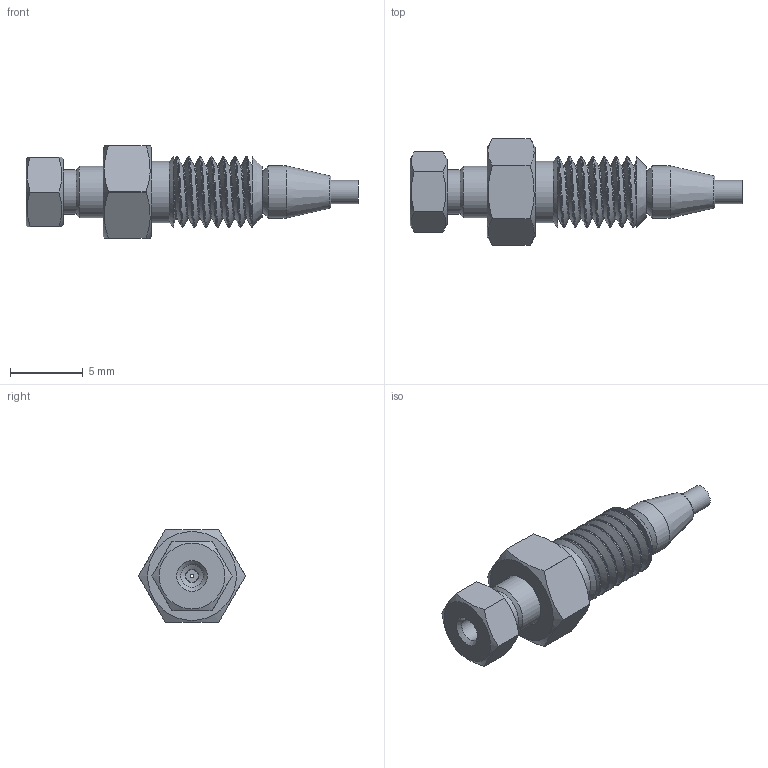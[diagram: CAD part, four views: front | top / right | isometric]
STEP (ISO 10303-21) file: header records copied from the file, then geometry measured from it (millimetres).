
FILE_DESCRIPTION((''),'2;1');
FILE_NAME('305002-IZR1.5 Internal reducer.stp','2013-08-22T14:03:43',('Franzp'),(''),'Autodesk Inventor 2013','Autodesk Inventor 2013','');
FILE_SCHEMA(('AUTOMOTIVE_DESIGN { 1 0 10303 214 1 1 1 1 }'));
Length unit declared in the file: millimetre
Products named in the file (6): 305002; 311912; 310142; 310102; 310112; 310111
Assembly tree (5 placements, depth 2):
  305002
    311912
    310142
    310102
    310112
    310111
Bounding box: 22.77 x 7.33 x 6.35 mm (x, y, z)
Volume: 311.8 mm3; surface area: 920.6 mm2
Topology: 6 solids, 6 shells, 82 faces, 177 edges, 113 vertices
Faces by surface type: plane 30, cylinder 25, cone 18, bspline 6, torus 3
Full cylindrical faces by diameter (mm): 0.25 x1, 0.86 x1, 0.889 x1, 0.902 x1, 1.575 x1, 1.588 x1, 1.651 x1, 1.702 x1, 2.54 x1, 2.794 x1, 2.819 x1, 3.073 x1, 3.505 x1, 3.6 x1, 3.649 x2, 4.242 x1, 4.826 x1
Entity records: 4764 total; most frequent: CARTESIAN_POINT 3067, DIRECTION 328, ORIENTED_EDGE 258, AXIS2_PLACEMENT_3D 155, EDGE_LOOP 139, EDGE_CURVE 129, VERTEX_POINT 104, FACE_OUTER_BOUND 82
